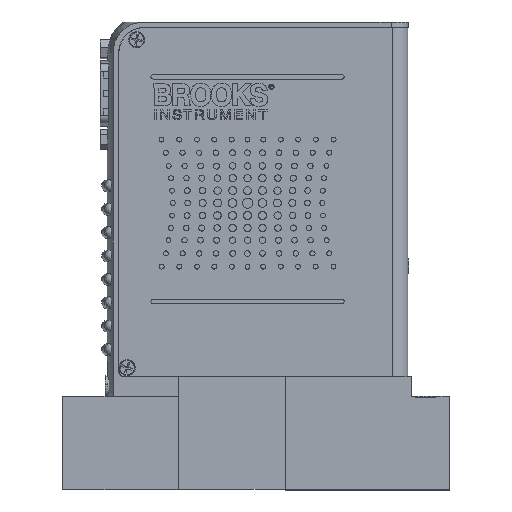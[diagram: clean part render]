
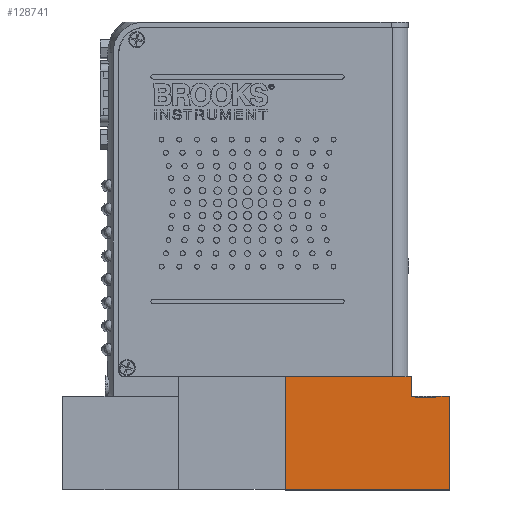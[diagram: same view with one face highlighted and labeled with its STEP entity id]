
A CAD part, top view. The second image highlights one B-rep face of the part: STEP entity #128741.
In plain terms, the highlighted planar face has unit normal (0, 0, 1).
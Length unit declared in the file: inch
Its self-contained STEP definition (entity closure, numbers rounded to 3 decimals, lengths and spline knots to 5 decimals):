
#3695 = VECTOR ( 'NONE', #93935, 39.37008 ) ;
#3963 = DIRECTION ( 'NONE',  ( 1., 0., 0. ) ) ;
#4151 = DIRECTION ( 'NONE',  ( 0., 1., 0. ) ) ;
#4529 = AXIS2_PLACEMENT_3D ( 'NONE', #78828, #67644, #57754 ) ;
#5264 = LINE ( 'NONE', #23037, #49650 ) ;
#7799 = CARTESIAN_POINT ( 'NONE',  ( 1.915, 0.993, 0.56 ) ) ;
#8004 = CARTESIAN_POINT ( 'NONE',  ( 1.96034, 0.983, 0.56 ) ) ;
#9208 = LINE ( 'NONE', #19062, #91255 ) ;
#9655 = CARTESIAN_POINT ( 'NONE',  ( 0.57, 1.2, 0.56 ) ) ;
#12404 = VECTOR ( 'NONE', #118355, 39.37008 ) ;
#12410 = VERTEX_POINT ( 'NONE', #126532 ) ;
#16255 = EDGE_CURVE ( 'NONE', #71920, #82561, #108889, .T. ) ;
#17273 = CARTESIAN_POINT ( 'NONE',  ( 0.57, -0.007, 0.56 ) ) ;
#19062 = CARTESIAN_POINT ( 'NONE',  ( 1.96034, 0.983, 0.56 ) ) ;
#22483 = VERTEX_POINT ( 'NONE', #8004 ) ;
#22834 = CARTESIAN_POINT ( 'NONE',  ( 0.57, 1.2, 0.56 ) ) ;
#23037 = CARTESIAN_POINT ( 'NONE',  ( 2.324, 0.993, 0.56 ) ) ;
#24221 = CARTESIAN_POINT ( 'NONE',  ( 2.324, 1.2, 0.56 ) ) ;
#28336 = DIRECTION ( 'NONE',  ( 1., 0., 0. ) ) ;
#29653 = ORIENTED_EDGE ( 'NONE', *, *, #84184, .T. ) ;
#34167 = ORIENTED_EDGE ( 'NONE', *, *, #78069, .T. ) ;
#35371 = ORIENTED_EDGE ( 'NONE', *, *, #110280, .T. ) ;
#36297 = EDGE_CURVE ( 'NONE', #22483, #79464, #41224, .T. ) ;
#38667 = PLANE ( 'NONE',  #4529 ) ;
#39219 = EDGE_LOOP ( 'NONE', ( #125605, #29653, #81897, #34167, #96385, #90246, #129785, #81756, #83694, #35371 ) ) ;
#41224 = LINE ( 'NONE', #120777, #81986 ) ;
#45819 = LINE ( 'NONE', #75424, #69468 ) ;
#47986 = DIRECTION ( 'NONE',  ( 0., 1., 0. ) ) ;
#49650 = VECTOR ( 'NONE', #3963, 39.37008 ) ;
#52690 = EDGE_CURVE ( 'NONE', #82561, #86777, #86975, .T. ) ;
#53729 = CARTESIAN_POINT ( 'NONE',  ( 2.324, 0.993, 0.56 ) ) ;
#57339 = DIRECTION ( 'NONE',  ( 1., 0., 0. ) ) ;
#57698 = CARTESIAN_POINT ( 'NONE',  ( 2.17966, 0.983, 0.56 ) ) ;
#57754 = DIRECTION ( 'NONE',  ( -1., 0., 0. ) ) ;
#61604 = DIRECTION ( 'NONE',  ( 1., 0., 0. ) ) ;
#63672 = LINE ( 'NONE', #24221, #3695 ) ;
#65287 = VERTEX_POINT ( 'NONE', #7799 ) ;
#66802 = CARTESIAN_POINT ( 'NONE',  ( 2.324, -0.007, 0.56 ) ) ;
#67644 = DIRECTION ( 'NONE',  ( 0., 0., -1. ) ) ;
#69300 = CARTESIAN_POINT ( 'NONE',  ( 2.17966, 0.993, 0.56 ) ) ;
#69468 = VECTOR ( 'NONE', #94522, 39.37008 ) ;
#71920 = VERTEX_POINT ( 'NONE', #22834 ) ;
#73810 = VERTEX_POINT ( 'NONE', #69300 ) ;
#75424 = CARTESIAN_POINT ( 'NONE',  ( 2.17966, 0.983, 0.56 ) ) ;
#75802 = CARTESIAN_POINT ( 'NONE',  ( 1.915, 0.993, 0.56 ) ) ;
#78069 = EDGE_CURVE ( 'NONE', #65287, #106823, #94244, .T. ) ;
#78297 = LINE ( 'NONE', #106106, #12404 ) ;
#78828 = CARTESIAN_POINT ( 'NONE',  ( 0.57, 1.2, 0.56 ) ) ;
#78983 = LINE ( 'NONE', #119031, #93209 ) ;
#79464 = VERTEX_POINT ( 'NONE', #57698 ) ;
#81756 = ORIENTED_EDGE ( 'NONE', *, *, #104771, .F. ) ;
#81897 = ORIENTED_EDGE ( 'NONE', *, *, #89722, .F. ) ;
#81986 = VECTOR ( 'NONE', #61604, 39.37008 ) ;
#82561 = VERTEX_POINT ( 'NONE', #89800 ) ;
#83694 = ORIENTED_EDGE ( 'NONE', *, *, #107566, .F. ) ;
#84184 = EDGE_CURVE ( 'NONE', #22483, #12410, #9208, .T. ) ;
#86777 = VERTEX_POINT ( 'NONE', #66802 ) ;
#86975 = LINE ( 'NONE', #17273, #123643 ) ;
#89722 = EDGE_CURVE ( 'NONE', #65287, #12410, #5264, .T. ) ;
#89800 = CARTESIAN_POINT ( 'NONE',  ( 0.57, -0.007, 0.56 ) ) ;
#90246 = ORIENTED_EDGE ( 'NONE', *, *, #16255, .T. ) ;
#91071 = VERTEX_POINT ( 'NONE', #53729 ) ;
#91255 = VECTOR ( 'NONE', #47986, 39.37008 ) ;
#93209 = VECTOR ( 'NONE', #28336, 39.37008 ) ;
#93935 = DIRECTION ( 'NONE',  ( 0., -1., 0. ) ) ;
#94244 = LINE ( 'NONE', #75802, #100690 ) ;
#94522 = DIRECTION ( 'NONE',  ( 0., -1., 0. ) ) ;
#96385 = ORIENTED_EDGE ( 'NONE', *, *, #98157, .F. ) ;
#98157 = EDGE_CURVE ( 'NONE', #71920, #106823, #78983, .T. ) ;
#100690 = VECTOR ( 'NONE', #4151, 39.37008 ) ;
#104771 = EDGE_CURVE ( 'NONE', #91071, #86777, #63672, .T. ) ;
#106106 = CARTESIAN_POINT ( 'NONE',  ( 2.324, 0.993, 0.56 ) ) ;
#106823 = VERTEX_POINT ( 'NONE', #123573 ) ;
#107566 = EDGE_CURVE ( 'NONE', #73810, #91071, #78297, .T. ) ;
#108889 = LINE ( 'NONE', #9655, #115200 ) ;
#110280 = EDGE_CURVE ( 'NONE', #73810, #79464, #45819, .T. ) ;
#115200 = VECTOR ( 'NONE', #118104, 39.37008 ) ;
#118104 = DIRECTION ( 'NONE',  ( 0., -1., 0. ) ) ;
#118355 = DIRECTION ( 'NONE',  ( 1., 0., 0. ) ) ;
#119031 = CARTESIAN_POINT ( 'NONE',  ( 0.57, 1.2, 0.56 ) ) ;
#120777 = CARTESIAN_POINT ( 'NONE',  ( 0.57, 0.983, 0.56 ) ) ;
#123573 = CARTESIAN_POINT ( 'NONE',  ( 1.915, 1.2, 0.56 ) ) ;
#123643 = VECTOR ( 'NONE', #57339, 39.37008 ) ;
#125605 = ORIENTED_EDGE ( 'NONE', *, *, #36297, .F. ) ;
#126532 = CARTESIAN_POINT ( 'NONE',  ( 1.96034, 0.993, 0.56 ) ) ;
#128741 = ADVANCED_FACE ( 'NONE', ( #128743 ), #38667, .F. ) ;
#128743 = FACE_OUTER_BOUND ( 'NONE', #39219, .T. ) ;
#129785 = ORIENTED_EDGE ( 'NONE', *, *, #52690, .T. ) ;
